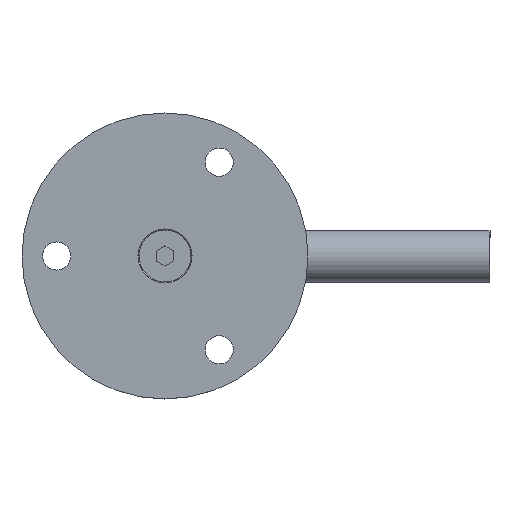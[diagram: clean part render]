
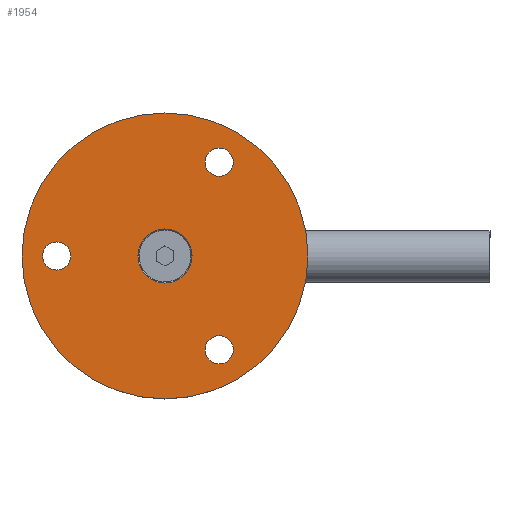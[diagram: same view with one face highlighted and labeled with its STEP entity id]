
A CAD part, top view. The second image highlights one B-rep face of the part: STEP entity #1954.
In plain terms, the highlighted planar face has unit normal (0, 0, 1).
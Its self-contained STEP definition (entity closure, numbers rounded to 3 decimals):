
#19 = PLANE ( 'NONE',  #318 ) ;
#37 = CIRCLE ( 'NONE', #1296, 3.25 ) ;
#44 = CARTESIAN_POINT ( 'NONE',  ( 12.5, -21.651, 4. ) ) ;
#68 = VERTEX_POINT ( 'NONE', #1466 ) ;
#107 = AXIS2_PLACEMENT_3D ( 'NONE', #339, #2042, #188 ) ;
#129 = DIRECTION ( 'NONE',  ( -1., 0., 0. ) ) ;
#130 = ORIENTED_EDGE ( 'NONE', *, *, #1152, .T. ) ;
#159 = VERTEX_POINT ( 'NONE', #585 ) ;
#171 = CARTESIAN_POINT ( 'NONE',  ( -28.25, 0., 4. ) ) ;
#179 = CIRCLE ( 'NONE', #477, 3.25 ) ;
#188 = DIRECTION ( 'NONE',  ( -1., 0., 0. ) ) ;
#193 = DIRECTION ( 'NONE',  ( 0., 0., 1. ) ) ;
#226 = CARTESIAN_POINT ( 'NONE',  ( -21.75, 0., 4. ) ) ;
#241 = EDGE_CURVE ( 'NONE', #1113, #1910, #37, .T. ) ;
#247 = EDGE_LOOP ( 'NONE', ( #1049, #130 ) ) ;
#317 = DIRECTION ( 'NONE',  ( -1., 0., 0. ) ) ;
#318 = AXIS2_PLACEMENT_3D ( 'NONE', #344, #193, #1448 ) ;
#320 = DIRECTION ( 'NONE',  ( 0., 0., 1. ) ) ;
#339 = CARTESIAN_POINT ( 'NONE',  ( 12.5, 21.651, 4. ) ) ;
#344 = CARTESIAN_POINT ( 'NONE',  ( 0., 0., 4. ) ) ;
#346 = AXIS2_PLACEMENT_3D ( 'NONE', #1471, #1978, #859 ) ;
#366 = FACE_BOUND ( 'NONE', #830, .T. ) ;
#381 = CIRCLE ( 'NONE', #2000, 3.25 ) ;
#382 = CARTESIAN_POINT ( 'NONE',  ( 33., 0., 4. ) ) ;
#436 = EDGE_CURVE ( 'NONE', #68, #1472, #605, .T. ) ;
#443 = AXIS2_PLACEMENT_3D ( 'NONE', #44, #819, #1937 ) ;
#469 = EDGE_CURVE ( 'NONE', #846, #549, #179, .T. ) ;
#477 = AXIS2_PLACEMENT_3D ( 'NONE', #1886, #484, #1908 ) ;
#483 = CIRCLE ( 'NONE', #443, 3.25 ) ;
#484 = DIRECTION ( 'NONE',  ( 0., 0., -1. ) ) ;
#485 = EDGE_CURVE ( 'NONE', #549, #846, #832, .T. ) ;
#498 = ORIENTED_EDGE ( 'NONE', *, *, #469, .T. ) ;
#508 = FACE_OUTER_BOUND ( 'NONE', #588, .T. ) ;
#530 = FACE_BOUND ( 'NONE', #1198, .T. ) ;
#549 = VERTEX_POINT ( 'NONE', #1941 ) ;
#561 = DIRECTION ( 'NONE',  ( 1., 0., 0. ) ) ;
#585 = CARTESIAN_POINT ( 'NONE',  ( 9.25, -21.651, 4. ) ) ;
#588 = EDGE_LOOP ( 'NONE', ( #1516, #1123 ) ) ;
#605 = CIRCLE ( 'NONE', #1724, 6.25 ) ;
#638 = CARTESIAN_POINT ( 'NONE',  ( -6.25, 0., 4. ) ) ;
#678 = CIRCLE ( 'NONE', #902, 33. ) ;
#695 = EDGE_CURVE ( 'NONE', #1137, #1709, #678, .T. ) ;
#812 = FACE_BOUND ( 'NONE', #247, .T. ) ;
#819 = DIRECTION ( 'NONE',  ( 0., 0., -1. ) ) ;
#829 = AXIS2_PLACEMENT_3D ( 'NONE', #1249, #1889, #1726 ) ;
#830 = EDGE_LOOP ( 'NONE', ( #1339, #1816 ) ) ;
#832 = CIRCLE ( 'NONE', #107, 3.25 ) ;
#846 = VERTEX_POINT ( 'NONE', #1384 ) ;
#859 = DIRECTION ( 'NONE',  ( 1., 0., 0. ) ) ;
#901 = CARTESIAN_POINT ( 'NONE',  ( -33., 0., 4. ) ) ;
#902 = AXIS2_PLACEMENT_3D ( 'NONE', #1796, #1617, #561 ) ;
#907 = DIRECTION ( 'NONE',  ( -1., 0., 0. ) ) ;
#940 = EDGE_CURVE ( 'NONE', #159, #1859, #381, .T. ) ;
#961 = CARTESIAN_POINT ( 'NONE',  ( 15.75, -21.651, 4. ) ) ;
#1049 = ORIENTED_EDGE ( 'NONE', *, *, #940, .T. ) ;
#1113 = VERTEX_POINT ( 'NONE', #226 ) ;
#1123 = ORIENTED_EDGE ( 'NONE', *, *, #695, .T. ) ;
#1137 = VERTEX_POINT ( 'NONE', #382 ) ;
#1152 = EDGE_CURVE ( 'NONE', #1859, #159, #483, .T. ) ;
#1157 = ORIENTED_EDGE ( 'NONE', *, *, #436, .F. ) ;
#1168 = EDGE_CURVE ( 'NONE', #1709, #1137, #1760, .T. ) ;
#1198 = EDGE_LOOP ( 'NONE', ( #1157, #1208 ) ) ;
#1208 = ORIENTED_EDGE ( 'NONE', *, *, #1812, .F. ) ;
#1249 = CARTESIAN_POINT ( 'NONE',  ( 0., 0., 4. ) ) ;
#1296 = AXIS2_PLACEMENT_3D ( 'NONE', #1631, #1478, #907 ) ;
#1331 = CIRCLE ( 'NONE', #1970, 3.25 ) ;
#1339 = ORIENTED_EDGE ( 'NONE', *, *, #1374, .T. ) ;
#1374 = EDGE_CURVE ( 'NONE', #1910, #1113, #1331, .T. ) ;
#1384 = CARTESIAN_POINT ( 'NONE',  ( 15.75, 21.651, 4. ) ) ;
#1392 = ORIENTED_EDGE ( 'NONE', *, *, #485, .T. ) ;
#1396 = DIRECTION ( 'NONE',  ( 1., 0., 0. ) ) ;
#1424 = DIRECTION ( 'NONE',  ( 0., 0., -1. ) ) ;
#1430 = FACE_BOUND ( 'NONE', #1667, .T. ) ;
#1448 = DIRECTION ( 'NONE',  ( 1., 0., 0. ) ) ;
#1466 = CARTESIAN_POINT ( 'NONE',  ( 6.25, 0., 4. ) ) ;
#1471 = CARTESIAN_POINT ( 'NONE',  ( 0., 0., 4. ) ) ;
#1472 = VERTEX_POINT ( 'NONE', #638 ) ;
#1478 = DIRECTION ( 'NONE',  ( 0., 0., -1. ) ) ;
#1516 = ORIENTED_EDGE ( 'NONE', *, *, #1168, .T. ) ;
#1577 = CARTESIAN_POINT ( 'NONE',  ( 0., 0., 4. ) ) ;
#1617 = DIRECTION ( 'NONE',  ( 0., 0., 1. ) ) ;
#1631 = CARTESIAN_POINT ( 'NONE',  ( -25., 0., 4. ) ) ;
#1667 = EDGE_LOOP ( 'NONE', ( #1392, #498 ) ) ;
#1709 = VERTEX_POINT ( 'NONE', #901 ) ;
#1719 = CIRCLE ( 'NONE', #829, 6.25 ) ;
#1724 = AXIS2_PLACEMENT_3D ( 'NONE', #1577, #320, #1396 ) ;
#1726 = DIRECTION ( 'NONE',  ( 1., 0., 0. ) ) ;
#1741 = CARTESIAN_POINT ( 'NONE',  ( 12.5, -21.651, 4. ) ) ;
#1760 = CIRCLE ( 'NONE', #346, 33. ) ;
#1796 = CARTESIAN_POINT ( 'NONE',  ( 0., 0., 4. ) ) ;
#1812 = EDGE_CURVE ( 'NONE', #1472, #68, #1719, .T. ) ;
#1816 = ORIENTED_EDGE ( 'NONE', *, *, #241, .T. ) ;
#1851 = CARTESIAN_POINT ( 'NONE',  ( -25., 0., 4. ) ) ;
#1859 = VERTEX_POINT ( 'NONE', #961 ) ;
#1886 = CARTESIAN_POINT ( 'NONE',  ( 12.5, 21.651, 4. ) ) ;
#1889 = DIRECTION ( 'NONE',  ( 0., 0., 1. ) ) ;
#1908 = DIRECTION ( 'NONE',  ( -1., 0., 0. ) ) ;
#1910 = VERTEX_POINT ( 'NONE', #171 ) ;
#1937 = DIRECTION ( 'NONE',  ( -1., 0., 0. ) ) ;
#1941 = CARTESIAN_POINT ( 'NONE',  ( 9.25, 21.651, 4. ) ) ;
#1954 = ADVANCED_FACE ( 'NONE', ( #812, #366, #1430, #530, #508 ), #19, .T. ) ;
#1970 = AXIS2_PLACEMENT_3D ( 'NONE', #1851, #2015, #129 ) ;
#1978 = DIRECTION ( 'NONE',  ( 0., 0., 1. ) ) ;
#2000 = AXIS2_PLACEMENT_3D ( 'NONE', #1741, #1424, #317 ) ;
#2015 = DIRECTION ( 'NONE',  ( 0., 0., -1. ) ) ;
#2042 = DIRECTION ( 'NONE',  ( 0., 0., -1. ) ) ;
